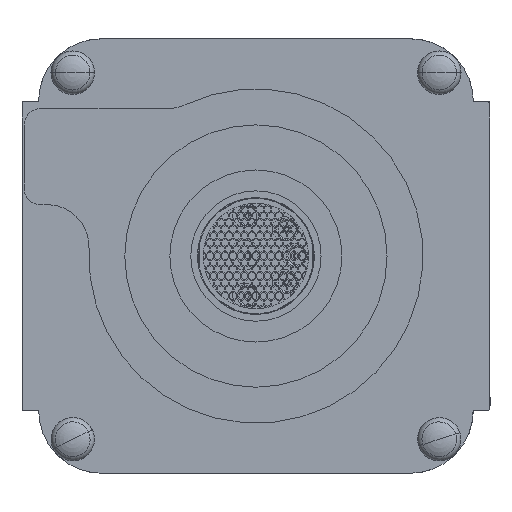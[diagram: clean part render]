
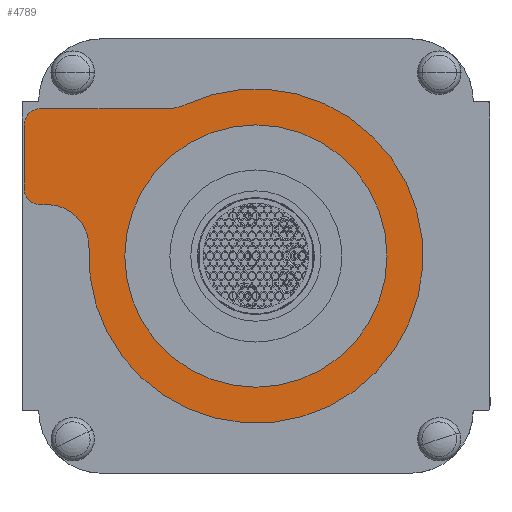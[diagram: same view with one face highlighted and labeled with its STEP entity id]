
A CAD part, front view. The second image highlights one B-rep face of the part: STEP entity #4789.
In plain terms, the highlighted planar face has unit normal (0, -1, 0).
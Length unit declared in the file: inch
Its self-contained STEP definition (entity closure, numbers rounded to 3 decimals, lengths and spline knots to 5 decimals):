
#621 = ORIENTED_EDGE ( 'NONE', *, *, #33787, .T. ) ;
#1480 = EDGE_CURVE ( 'NONE', #71493, #45738, #76085, .T. ) ;
#2217 = DIRECTION ( 'NONE',  ( 0., 0., -1. ) ) ;
#3343 = CARTESIAN_POINT ( 'NONE',  ( 0., -0.1, 0. ) ) ;
#3939 = DIRECTION ( 'NONE',  ( 0.242, 0., -0.97 ) ) ;
#4197 = CARTESIAN_POINT ( 'NONE',  ( -1.28587, -0.1, -0.00425 ) ) ;
#4771 = DIRECTION ( 'NONE',  ( 0., -1., 0. ) ) ;
#4789 = ADVANCED_FACE ( 'NONE', ( #10738, #56169 ), #40315, .T. ) ;
#5327 = ORIENTED_EDGE ( 'NONE', *, *, #21848, .T. ) ;
#5689 = VECTOR ( 'NONE', #32031, 39.37008 ) ;
#7835 = ORIENTED_EDGE ( 'NONE', *, *, #20492, .T. ) ;
#8186 = CARTESIAN_POINT ( 'NONE',  ( -1.34806, -0.1, 0.0833 ) ) ;
#9324 = DIRECTION ( 'NONE',  ( 0., 0., 1. ) ) ;
#9841 = CIRCLE ( 'NONE', #70156, 0.25 ) ;
#10223 = CARTESIAN_POINT ( 'NONE',  ( 0., -0.1, 0. ) ) ;
#10738 = FACE_BOUND ( 'NONE', #19262, .T. ) ;
#11063 = EDGE_CURVE ( 'NONE', #70242, #47500, #58693, .T. ) ;
#11070 = ORIENTED_EDGE ( 'NONE', *, *, #1480, .T. ) ;
#11133 = CARTESIAN_POINT ( 'NONE',  ( -1.34806, -0.1, -0.0167 ) ) ;
#11733 = CIRCLE ( 'NONE', #39244, 1. ) ;
#11965 = VERTEX_POINT ( 'NONE', #11133 ) ;
#12787 = EDGE_CURVE ( 'NONE', #38263, #52758, #37240, .T. ) ;
#13448 = DIRECTION ( 'NONE',  ( 0., -1., 0. ) ) ;
#14126 = DIRECTION ( 'NONE',  ( 0.97, 0., 0.242 ) ) ;
#14140 = DIRECTION ( 'NONE',  ( 0., 0., -1. ) ) ;
#14559 = CARTESIAN_POINT ( 'NONE',  ( -0.63069, -0.1, 0.77604 ) ) ;
#15803 = ORIENTED_EDGE ( 'NONE', *, *, #51283, .T. ) ;
#16162 = DIRECTION ( 'NONE',  ( 0., 0., 1. ) ) ;
#16713 = VERTEX_POINT ( 'NONE', #63919 ) ;
#17093 = CIRCLE ( 'NONE', #60067, 0.1 ) ;
#18086 = CIRCLE ( 'NONE', #38886, 0.25 ) ;
#19262 = EDGE_LOOP ( 'NONE', ( #70540, #11070 ) ) ;
#19800 = DIRECTION ( 'NONE',  ( 0., 1., 0. ) ) ;
#19828 = DIRECTION ( 'NONE',  ( 0., 1., 0. ) ) ;
#20135 = EDGE_CURVE ( 'NONE', #45738, #71493, #76446, .T. ) ;
#20376 = CIRCLE ( 'NONE', #24968, 0.1 ) ;
#20492 = EDGE_CURVE ( 'NONE', #23104, #16713, #9841, .T. ) ;
#21848 = EDGE_CURVE ( 'NONE', #73495, #74022, #56893, .T. ) ;
#22351 = ORIENTED_EDGE ( 'NONE', *, *, #59251, .F. ) ;
#23104 = VERTEX_POINT ( 'NONE', #51006 ) ;
#24968 = AXIS2_PLACEMENT_3D ( 'NONE', #73192, #37770, #2217 ) ;
#26017 = DIRECTION ( 'NONE',  ( 0., 1., 0. ) ) ;
#26620 = AXIS2_PLACEMENT_3D ( 'NONE', #35101, #76489, #41061 ) ;
#26789 = ORIENTED_EDGE ( 'NONE', *, *, #73979, .T. ) ;
#26916 = CIRCLE ( 'NONE', #35558, 0.1 ) ;
#28037 = CARTESIAN_POINT ( 'NONE',  ( -1.22539, -0.1, -0.24683 ) ) ;
#30048 = CARTESIAN_POINT ( 'NONE',  ( 0., -0.1, -1. ) ) ;
#30399 = CARTESIAN_POINT ( 'NONE',  ( 0., -0.1, 0. ) ) ;
#31738 = LINE ( 'NONE', #39481, #51253 ) ;
#32031 = DIRECTION ( 'NONE',  ( -0.97, 0., -0.242 ) ) ;
#32842 = VERTEX_POINT ( 'NONE', #69694 ) ;
#32975 = VERTEX_POINT ( 'NONE', #30048 ) ;
#33787 = EDGE_CURVE ( 'NONE', #59396, #11965, #26916, .T. ) ;
#34003 = DIRECTION ( 'NONE',  ( 0., 0., -1. ) ) ;
#34336 = CARTESIAN_POINT ( 'NONE',  ( -1., -0.1, 0. ) ) ;
#35101 = CARTESIAN_POINT ( 'NONE',  ( 0., -0.1, 0. ) ) ;
#35492 = AXIS2_PLACEMENT_3D ( 'NONE', #55344, #19800, #61285 ) ;
#35558 = AXIS2_PLACEMENT_3D ( 'NONE', #8186, #49675, #14140 ) ;
#36384 = DIRECTION ( 'NONE',  ( 0., 0., 1. ) ) ;
#37240 = LINE ( 'NONE', #43964, #5689 ) ;
#37450 = ORIENTED_EDGE ( 'NONE', *, *, #72189, .T. ) ;
#37715 = CARTESIAN_POINT ( 'NONE',  ( -1.42089, -0.1, -0.03792 ) ) ;
#37770 = DIRECTION ( 'NONE',  ( 0., -1., 0. ) ) ;
#37818 = CARTESIAN_POINT ( 'NONE',  ( 0., -0.1, 1. ) ) ;
#38263 = VERTEX_POINT ( 'NONE', #62111 ) ;
#38886 = AXIS2_PLACEMENT_3D ( 'NONE', #61519, #26017, #67457 ) ;
#39244 = AXIS2_PLACEMENT_3D ( 'NONE', #10223, #51704, #16162 ) ;
#39481 = CARTESIAN_POINT ( 'NONE',  ( -1.56, -0.1, 0.52 ) ) ;
#40315 = PLANE ( 'NONE',  #56574 ) ;
#41061 = DIRECTION ( 'NONE',  ( 0., 0., 1. ) ) ;
#43360 = ORIENTED_EDGE ( 'NONE', *, *, #62150, .T. ) ;
#43964 = CARTESIAN_POINT ( 'NONE',  ( -0.6707, -0.1, 0.74173 ) ) ;
#44845 = DIRECTION ( 'NONE',  ( 0., 1., 0. ) ) ;
#45738 = VERTEX_POINT ( 'NONE', #72703 ) ;
#46305 = DIRECTION ( 'NONE',  ( 0., 0., -1. ) ) ;
#47417 = EDGE_CURVE ( 'NONE', #11965, #73495, #17093, .T. ) ;
#47456 = CIRCLE ( 'NONE', #65514, 1. ) ;
#47500 = VERTEX_POINT ( 'NONE', #37818 ) ;
#47546 = EDGE_LOOP ( 'NONE', ( #26789, #621, #66923, #5327, #37450, #7835, #68251, #22351, #53879, #43360, #74173, #15803 ) ) ;
#48995 = CARTESIAN_POINT ( 'NONE',  ( -1.34806, -0.1, 0.0833 ) ) ;
#49675 = DIRECTION ( 'NONE',  ( 0., -1., 0. ) ) ;
#51006 = CARTESIAN_POINT ( 'NONE',  ( -1.22539, -0.1, 0.00317 ) ) ;
#51253 = VECTOR ( 'NONE', #3939, 39.37008 ) ;
#51283 = EDGE_CURVE ( 'NONE', #52758, #32842, #20376, .T. ) ;
#51704 = DIRECTION ( 'NONE',  ( 0., 1., 0. ) ) ;
#51841 = AXIS2_PLACEMENT_3D ( 'NONE', #30399, #71817, #36384 ) ;
#52054 = CARTESIAN_POINT ( 'NONE',  ( -1.46297, -0.1, 0.54419 ) ) ;
#52704 = CIRCLE ( 'NONE', #56232, 0.25 ) ;
#52758 = VERTEX_POINT ( 'NONE', #52054 ) ;
#53879 = ORIENTED_EDGE ( 'NONE', *, *, #11063, .F. ) ;
#54919 = DIRECTION ( 'NONE',  ( 0., 0., -1. ) ) ;
#55344 = CARTESIAN_POINT ( 'NONE',  ( 0., -0.1, 0. ) ) ;
#55373 = CARTESIAN_POINT ( 'NONE',  ( -0.78836, -0.1, 0.97004 ) ) ;
#56169 = FACE_OUTER_BOUND ( 'NONE', #47546, .T. ) ;
#56232 = AXIS2_PLACEMENT_3D ( 'NONE', #55373, #19828, #61314 ) ;
#56574 = AXIS2_PLACEMENT_3D ( 'NONE', #34336, #4771, #46305 ) ;
#56893 = LINE ( 'NONE', #37715, #68910 ) ;
#58693 = CIRCLE ( 'NONE', #35492, 1. ) ;
#59251 = EDGE_CURVE ( 'NONE', #47500, #32975, #47456, .T. ) ;
#59396 = VERTEX_POINT ( 'NONE', #68879 ) ;
#60067 = AXIS2_PLACEMENT_3D ( 'NONE', #48995, #13448, #54919 ) ;
#61285 = DIRECTION ( 'NONE',  ( 0., 0., 1. ) ) ;
#61314 = DIRECTION ( 'NONE',  ( 0., 0., -1. ) ) ;
#61519 = CARTESIAN_POINT ( 'NONE',  ( -1.22539, -0.1, -0.24683 ) ) ;
#62111 = CARTESIAN_POINT ( 'NONE',  ( -0.72788, -0.1, 0.72747 ) ) ;
#62150 = EDGE_CURVE ( 'NONE', #70242, #38263, #52704, .T. ) ;
#63919 = CARTESIAN_POINT ( 'NONE',  ( -0.98031, -0.1, -0.19746 ) ) ;
#64643 = CARTESIAN_POINT ( 'NONE',  ( -1.32387, -0.1, -0.01373 ) ) ;
#65514 = AXIS2_PLACEMENT_3D ( 'NONE', #3343, #44845, #9324 ) ;
#66923 = ORIENTED_EDGE ( 'NONE', *, *, #47417, .T. ) ;
#67457 = DIRECTION ( 'NONE',  ( 0., 0., -1. ) ) ;
#68251 = ORIENTED_EDGE ( 'NONE', *, *, #68985, .F. ) ;
#68879 = CARTESIAN_POINT ( 'NONE',  ( -1.44509, -0.1, 0.05911 ) ) ;
#68910 = VECTOR ( 'NONE', #14126, 39.37008 ) ;
#68985 = EDGE_CURVE ( 'NONE', #32975, #16713, #11733, .T. ) ;
#69465 = DIRECTION ( 'NONE',  ( 0., 1., 0. ) ) ;
#69694 = CARTESIAN_POINT ( 'NONE',  ( -1.53581, -0.1, 0.42297 ) ) ;
#70156 = AXIS2_PLACEMENT_3D ( 'NONE', #28037, #69465, #34003 ) ;
#70242 = VERTEX_POINT ( 'NONE', #14559 ) ;
#70540 = ORIENTED_EDGE ( 'NONE', *, *, #20135, .T. ) ;
#71493 = VERTEX_POINT ( 'NONE', #72636 ) ;
#71817 = DIRECTION ( 'NONE',  ( 0., 1., 0. ) ) ;
#72189 = EDGE_CURVE ( 'NONE', #74022, #23104, #18086, .T. ) ;
#72636 = CARTESIAN_POINT ( 'NONE',  ( 0., -0.1, -0.72 ) ) ;
#72703 = CARTESIAN_POINT ( 'NONE',  ( 0., -0.1, 0.72 ) ) ;
#73192 = CARTESIAN_POINT ( 'NONE',  ( -1.43878, -0.1, 0.44716 ) ) ;
#73495 = VERTEX_POINT ( 'NONE', #64643 ) ;
#73979 = EDGE_CURVE ( 'NONE', #32842, #59396, #31738, .T. ) ;
#74022 = VERTEX_POINT ( 'NONE', #4197 ) ;
#74173 = ORIENTED_EDGE ( 'NONE', *, *, #12787, .T. ) ;
#76085 = CIRCLE ( 'NONE', #26620, 0.72 ) ;
#76446 = CIRCLE ( 'NONE', #51841, 0.72 ) ;
#76489 = DIRECTION ( 'NONE',  ( 0., 1., 0. ) ) ;
